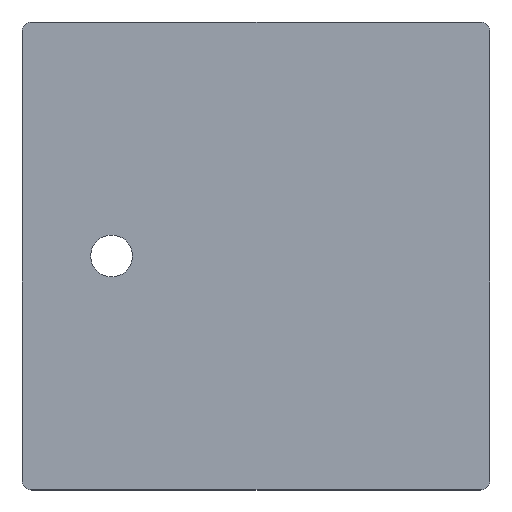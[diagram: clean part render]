
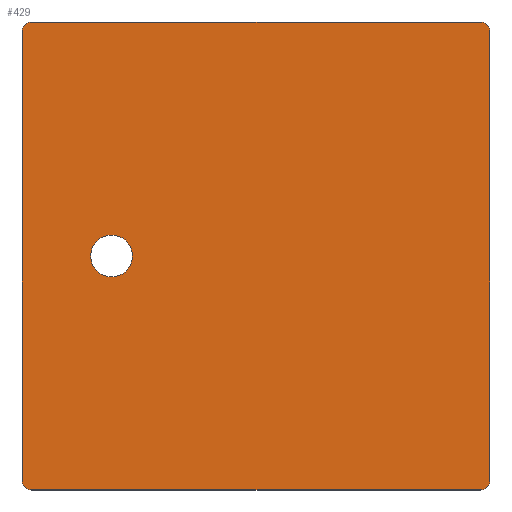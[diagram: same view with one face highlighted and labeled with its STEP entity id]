
A CAD part, top view. The second image highlights one B-rep face of the part: STEP entity #429.
In plain terms, the highlighted planar face has unit normal (0, 0, 1).
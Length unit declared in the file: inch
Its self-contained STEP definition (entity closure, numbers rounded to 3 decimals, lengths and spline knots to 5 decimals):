
#1 = DIRECTION ( 'NONE',  ( 0., 0., 1. ) ) ;
#9 = CARTESIAN_POINT ( 'NONE',  ( 2.25, -2.25, 0.1 ) ) ;
#13 = DIRECTION ( 'NONE',  ( -1., 0., 0. ) ) ;
#30 = VECTOR ( 'NONE', #116, 39.37008 ) ;
#32 = CARTESIAN_POINT ( 'NONE',  ( 2.25, 2.25, 0.1 ) ) ;
#36 = FACE_OUTER_BOUND ( 'NONE', #678, .T. ) ;
#59 = VECTOR ( 'NONE', #306, 39.37008 ) ;
#62 = DIRECTION ( 'NONE',  ( 1., 0., 0. ) ) ;
#72 = CARTESIAN_POINT ( 'NONE',  ( -2.25, 2.35, 0.1 ) ) ;
#76 = LINE ( 'NONE', #183, #59 ) ;
#92 = CARTESIAN_POINT ( 'NONE',  ( -2.35, 2.25, 0.1 ) ) ;
#93 = CARTESIAN_POINT ( 'NONE',  ( 0., 0., 0.1 ) ) ;
#100 = AXIS2_PLACEMENT_3D ( 'NONE', #505, #227, #449 ) ;
#116 = DIRECTION ( 'NONE',  ( -1., 0., 0. ) ) ;
#127 = CARTESIAN_POINT ( 'NONE',  ( -2.25, -2.25, 0.1 ) ) ;
#133 = ORIENTED_EDGE ( 'NONE', *, *, #172, .F. ) ;
#138 = DIRECTION ( 'NONE',  ( -1., 0., 0. ) ) ;
#146 = VERTEX_POINT ( 'NONE', #523 ) ;
#150 = CARTESIAN_POINT ( 'NONE',  ( -2.25, -2.35, 0.1 ) ) ;
#151 = DIRECTION ( 'NONE',  ( 1., 0., 0. ) ) ;
#162 = EDGE_CURVE ( 'NONE', #273, #256, #187, .T. ) ;
#166 = CIRCLE ( 'NONE', #580, 0.1 ) ;
#172 = EDGE_CURVE ( 'NONE', #272, #528, #282, .T. ) ;
#173 = ORIENTED_EDGE ( 'NONE', *, *, #332, .T. ) ;
#176 = CIRCLE ( 'NONE', #386, 0.1 ) ;
#182 = DIRECTION ( 'NONE',  ( 0., 0., 1. ) ) ;
#183 = CARTESIAN_POINT ( 'NONE',  ( -2.35, -2.35, 0.1 ) ) ;
#187 = LINE ( 'NONE', #247, #30 ) ;
#191 = CARTESIAN_POINT ( 'NONE',  ( -1.66, 0., 0.1 ) ) ;
#208 = CIRCLE ( 'NONE', #100, 0.21 ) ;
#227 = DIRECTION ( 'NONE',  ( 0., 0., 1. ) ) ;
#229 = DIRECTION ( 'NONE',  ( 0., 0., 1. ) ) ;
#239 = EDGE_LOOP ( 'NONE', ( #454, #133 ) ) ;
#246 = ORIENTED_EDGE ( 'NONE', *, *, #362, .T. ) ;
#247 = CARTESIAN_POINT ( 'NONE',  ( -2.35, 2.35, 0.1 ) ) ;
#250 = CARTESIAN_POINT ( 'NONE',  ( 2.25, 2.35, 0.1 ) ) ;
#255 = LINE ( 'NONE', #701, #424 ) ;
#256 = VERTEX_POINT ( 'NONE', #72 ) ;
#260 = FACE_BOUND ( 'NONE', #239, .T. ) ;
#272 = VERTEX_POINT ( 'NONE', #191 ) ;
#273 = VERTEX_POINT ( 'NONE', #250 ) ;
#274 = ORIENTED_EDGE ( 'NONE', *, *, #355, .T. ) ;
#282 = CIRCLE ( 'NONE', #687, 0.21 ) ;
#288 = CARTESIAN_POINT ( 'NONE',  ( -2.25, 2.25, 0.1 ) ) ;
#306 = DIRECTION ( 'NONE',  ( 0., -1., 0. ) ) ;
#308 = EDGE_CURVE ( 'NONE', #719, #585, #176, .T. ) ;
#316 = DIRECTION ( 'NONE',  ( 0., 1., 0. ) ) ;
#332 = EDGE_CURVE ( 'NONE', #570, #719, #76, .T. ) ;
#337 = LINE ( 'NONE', #440, #695 ) ;
#347 = CARTESIAN_POINT ( 'NONE',  ( -2.35, -2.25, 0.1 ) ) ;
#354 = CIRCLE ( 'NONE', #553, 0.1 ) ;
#355 = EDGE_CURVE ( 'NONE', #585, #545, #255, .T. ) ;
#362 = EDGE_CURVE ( 'NONE', #146, #273, #354, .T. ) ;
#386 = AXIS2_PLACEMENT_3D ( 'NONE', #127, #466, #698 ) ;
#387 = CIRCLE ( 'NONE', #522, 0.1 ) ;
#398 = CARTESIAN_POINT ( 'NONE',  ( -1.45, 0., 0.1 ) ) ;
#405 = CARTESIAN_POINT ( 'NONE',  ( 2.35, -2.25, 0.1 ) ) ;
#424 = VECTOR ( 'NONE', #151, 39.37008 ) ;
#426 = CARTESIAN_POINT ( 'NONE',  ( 2.25, -2.35, 0.1 ) ) ;
#429 = ADVANCED_FACE ( 'NONE', ( #260, #36 ), #485, .F. ) ;
#431 = DIRECTION ( 'NONE',  ( 0., 0., -1. ) ) ;
#440 = CARTESIAN_POINT ( 'NONE',  ( 2.35, -2.35, 0.1 ) ) ;
#449 = DIRECTION ( 'NONE',  ( 1., 0., 0. ) ) ;
#454 = ORIENTED_EDGE ( 'NONE', *, *, #601, .F. ) ;
#456 = DIRECTION ( 'NONE',  ( -1., 0., 0. ) ) ;
#466 = DIRECTION ( 'NONE',  ( 0., 0., 1. ) ) ;
#470 = ORIENTED_EDGE ( 'NONE', *, *, #724, .T. ) ;
#485 = PLANE ( 'NONE',  #718 ) ;
#505 = CARTESIAN_POINT ( 'NONE',  ( -1.45, 0., 0.1 ) ) ;
#522 = AXIS2_PLACEMENT_3D ( 'NONE', #288, #229, #456 ) ;
#523 = CARTESIAN_POINT ( 'NONE',  ( 2.35, 2.25, 0.1 ) ) ;
#528 = VERTEX_POINT ( 'NONE', #602 ) ;
#540 = ORIENTED_EDGE ( 'NONE', *, *, #308, .T. ) ;
#545 = VERTEX_POINT ( 'NONE', #426 ) ;
#553 = AXIS2_PLACEMENT_3D ( 'NONE', #32, #646, #138 ) ;
#555 = EDGE_CURVE ( 'NONE', #699, #146, #337, .T. ) ;
#570 = VERTEX_POINT ( 'NONE', #92 ) ;
#580 = AXIS2_PLACEMENT_3D ( 'NONE', #9, #182, #13 ) ;
#585 = VERTEX_POINT ( 'NONE', #150 ) ;
#599 = ORIENTED_EDGE ( 'NONE', *, *, #162, .T. ) ;
#601 = EDGE_CURVE ( 'NONE', #528, #272, #208, .T. ) ;
#602 = CARTESIAN_POINT ( 'NONE',  ( -1.24, 0., 0.1 ) ) ;
#646 = DIRECTION ( 'NONE',  ( 0., 0., 1. ) ) ;
#658 = ORIENTED_EDGE ( 'NONE', *, *, #555, .T. ) ;
#678 = EDGE_LOOP ( 'NONE', ( #173, #540, #274, #470, #658, #246, #599, #729 ) ) ;
#684 = EDGE_CURVE ( 'NONE', #256, #570, #387, .T. ) ;
#687 = AXIS2_PLACEMENT_3D ( 'NONE', #398, #1, #62 ) ;
#695 = VECTOR ( 'NONE', #316, 39.37008 ) ;
#698 = DIRECTION ( 'NONE',  ( -1., 0., 0. ) ) ;
#699 = VERTEX_POINT ( 'NONE', #405 ) ;
#701 = CARTESIAN_POINT ( 'NONE',  ( -2.35, -2.35, 0.1 ) ) ;
#706 = DIRECTION ( 'NONE',  ( -1., 0., 0. ) ) ;
#718 = AXIS2_PLACEMENT_3D ( 'NONE', #93, #431, #706 ) ;
#719 = VERTEX_POINT ( 'NONE', #347 ) ;
#724 = EDGE_CURVE ( 'NONE', #545, #699, #166, .T. ) ;
#729 = ORIENTED_EDGE ( 'NONE', *, *, #684, .T. ) ;
